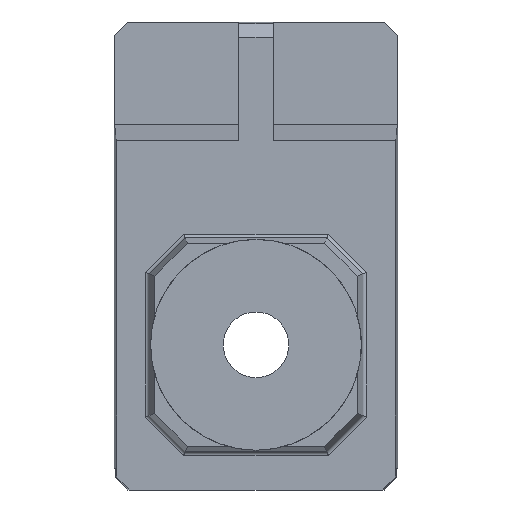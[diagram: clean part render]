
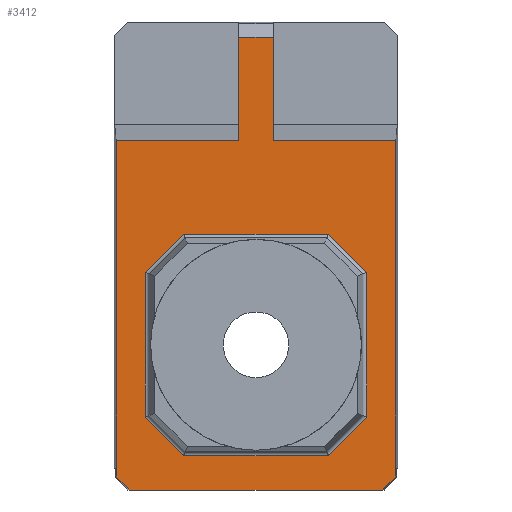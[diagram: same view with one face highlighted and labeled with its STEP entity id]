
A CAD part, front view. The second image highlights one B-rep face of the part: STEP entity #3412.
In plain terms, the highlighted planar face has unit normal (0, -1, 0).
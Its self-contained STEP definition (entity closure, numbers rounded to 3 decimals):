
#79=FACE_BOUND('',#570,.T.);
#171=PLANE('',#3718);
#354=FACE_OUTER_BOUND('',#569,.T.);
#569=EDGE_LOOP('',(#2902,#2903,#2904,#2905,#2906,#2907,#2908,#2909,#2910,
#2911,#2912,#2913));
#570=EDGE_LOOP('',(#2914,#2915,#2916,#2917,#2918,#2919,#2920,#2921));
#865=LINE('',#5462,#1208);
#913=LINE('',#5558,#1256);
#915=LINE('',#5562,#1258);
#917=LINE('',#5565,#1260);
#918=LINE('',#5568,#1261);
#919=LINE('',#5570,#1262);
#920=LINE('',#5572,#1263);
#921=LINE('',#5574,#1264);
#922=LINE('',#5576,#1265);
#923=LINE('',#5578,#1266);
#924=LINE('',#5580,#1267);
#925=LINE('',#5581,#1268);
#926=LINE('',#5584,#1269);
#927=LINE('',#5586,#1270);
#928=LINE('',#5588,#1271);
#929=LINE('',#5590,#1272);
#930=LINE('',#5592,#1273);
#931=LINE('',#5594,#1274);
#932=LINE('',#5596,#1275);
#933=LINE('',#5597,#1276);
#1208=VECTOR('',#4415,161.902);
#1256=VECTOR('',#4503,10.);
#1258=VECTOR('',#4507,10.);
#1260=VECTOR('',#4511,11.748);
#1261=VECTOR('',#4514,78.258);
#1262=VECTOR('',#4515,65.958);
#1263=VECTOR('',#4516,22.);
#1264=VECTOR('',#4517,65.958);
#1265=VECTOR('',#4518,78.258);
#1266=VECTOR('',#4519,10.);
#1267=VECTOR('',#4520,10.);
#1268=VECTOR('',#4521,11.748);
#1269=VECTOR('',#4522,34.767);
#1270=VECTOR('',#4523,92.708);
#1271=VECTOR('',#4524,34.767);
#1272=VECTOR('',#4525,92.708);
#1273=VECTOR('',#4526,34.767);
#1274=VECTOR('',#4527,92.708);
#1275=VECTOR('',#4528,34.767);
#1276=VECTOR('',#4529,92.708);
#1681=VERTEX_POINT('',#5459);
#1682=VERTEX_POINT('',#5461);
#1709=VERTEX_POINT('',#5555);
#1710=VERTEX_POINT('',#5557);
#1711=VERTEX_POINT('',#5561);
#1712=VERTEX_POINT('',#5567);
#1713=VERTEX_POINT('',#5569);
#1714=VERTEX_POINT('',#5571);
#1715=VERTEX_POINT('',#5573);
#1716=VERTEX_POINT('',#5575);
#1717=VERTEX_POINT('',#5577);
#1718=VERTEX_POINT('',#5579);
#1719=VERTEX_POINT('',#5582);
#1720=VERTEX_POINT('',#5583);
#1721=VERTEX_POINT('',#5585);
#1722=VERTEX_POINT('',#5587);
#1723=VERTEX_POINT('',#5589);
#1724=VERTEX_POINT('',#5591);
#1725=VERTEX_POINT('',#5593);
#1726=VERTEX_POINT('',#5595);
#2091=EDGE_CURVE('',#1682,#1681,#865,.T.);
#2139=EDGE_CURVE('',#1709,#1710,#913,.T.);
#2141=EDGE_CURVE('',#1710,#1711,#915,.T.);
#2143=EDGE_CURVE('',#1711,#1681,#917,.T.);
#2144=EDGE_CURVE('',#1709,#1712,#918,.T.);
#2145=EDGE_CURVE('',#1712,#1713,#919,.T.);
#2146=EDGE_CURVE('',#1713,#1714,#920,.T.);
#2147=EDGE_CURVE('',#1714,#1715,#921,.T.);
#2148=EDGE_CURVE('',#1715,#1716,#922,.T.);
#2149=EDGE_CURVE('',#1716,#1717,#923,.T.);
#2150=EDGE_CURVE('',#1717,#1718,#924,.T.);
#2151=EDGE_CURVE('',#1718,#1682,#925,.T.);
#2152=EDGE_CURVE('',#1719,#1720,#926,.T.);
#2153=EDGE_CURVE('',#1720,#1721,#927,.T.);
#2154=EDGE_CURVE('',#1721,#1722,#928,.T.);
#2155=EDGE_CURVE('',#1722,#1723,#929,.T.);
#2156=EDGE_CURVE('',#1723,#1724,#930,.T.);
#2157=EDGE_CURVE('',#1724,#1725,#931,.T.);
#2158=EDGE_CURVE('',#1725,#1726,#932,.T.);
#2159=EDGE_CURVE('',#1726,#1719,#933,.T.);
#2902=ORIENTED_EDGE('',*,*,#2139,.F.);
#2903=ORIENTED_EDGE('',*,*,#2144,.T.);
#2904=ORIENTED_EDGE('',*,*,#2145,.T.);
#2905=ORIENTED_EDGE('',*,*,#2146,.T.);
#2906=ORIENTED_EDGE('',*,*,#2147,.T.);
#2907=ORIENTED_EDGE('',*,*,#2148,.T.);
#2908=ORIENTED_EDGE('',*,*,#2149,.T.);
#2909=ORIENTED_EDGE('',*,*,#2150,.T.);
#2910=ORIENTED_EDGE('',*,*,#2151,.T.);
#2911=ORIENTED_EDGE('',*,*,#2091,.T.);
#2912=ORIENTED_EDGE('',*,*,#2143,.F.);
#2913=ORIENTED_EDGE('',*,*,#2141,.F.);
#2914=ORIENTED_EDGE('',*,*,#2152,.T.);
#2915=ORIENTED_EDGE('',*,*,#2153,.T.);
#2916=ORIENTED_EDGE('',*,*,#2154,.T.);
#2917=ORIENTED_EDGE('',*,*,#2155,.T.);
#2918=ORIENTED_EDGE('',*,*,#2156,.T.);
#2919=ORIENTED_EDGE('',*,*,#2157,.T.);
#2920=ORIENTED_EDGE('',*,*,#2158,.T.);
#2921=ORIENTED_EDGE('',*,*,#2159,.T.);
#3412=ADVANCED_FACE('',(#354,#79),#171,.T.);
#3718=AXIS2_PLACEMENT_3D('',#5566,#4512,#4513);
#4415=DIRECTION('',(1.,0.,0.));
#4503=DIRECTION('',(0.,0.,-1.));
#4507=DIRECTION('',(0.,0.,-1.));
#4511=DIRECTION('',(-0.707,0.,-0.707));
#4512=DIRECTION('center_axis',(0.,-1.,0.));
#4513=DIRECTION('ref_axis',(0.,0.,-1.));
#4514=DIRECTION('',(-1.,0.,0.));
#4515=DIRECTION('',(0.,0.,1.));
#4516=DIRECTION('',(-1.,0.,0.));
#4517=DIRECTION('',(0.,0.,-1.));
#4518=DIRECTION('',(-1.,0.,0.));
#4519=DIRECTION('',(0.,0.,-1.));
#4520=DIRECTION('',(0.,0.,-1.));
#4521=DIRECTION('',(0.707,0.,-0.707));
#4522=DIRECTION('',(0.707,0.,-0.707));
#4523=DIRECTION('',(0.,0.,-1.));
#4524=DIRECTION('',(-0.707,0.,-0.707));
#4525=DIRECTION('',(-1.,0.,0.));
#4526=DIRECTION('',(-0.707,0.,0.707));
#4527=DIRECTION('',(0.,0.,1.));
#4528=DIRECTION('',(0.707,0.,0.707));
#4529=DIRECTION('',(1.,0.,0.));
#5459=CARTESIAN_POINT('',(80.951,-104.,-224.));
#5461=CARTESIAN_POINT('',(-80.951,-104.,-224.));
#5462=CARTESIAN_POINT('',(-80.951,-104.,-224.));
#5555=CARTESIAN_POINT('',(89.258,-104.,0.));
#5557=CARTESIAN_POINT('',(89.258,-104.,-210.));
#5558=CARTESIAN_POINT('',(89.258,-104.,14.871));
#5561=CARTESIAN_POINT('',(89.258,-104.,-215.693));
#5562=CARTESIAN_POINT('',(89.258,-104.,-67.129));
#5565=CARTESIAN_POINT('',(89.258,-104.,-215.693));
#5566=CARTESIAN_POINT('Origin',(-90.742,-104.,75.742));
#5567=CARTESIAN_POINT('',(11.,-104.,0.));
#5568=CARTESIAN_POINT('',(89.258,-104.,0.));
#5569=CARTESIAN_POINT('',(11.,-104.,65.958));
#5570=CARTESIAN_POINT('',(11.,-104.,0.));
#5571=CARTESIAN_POINT('',(-11.,-104.,65.958));
#5572=CARTESIAN_POINT('',(11.,-104.,65.958));
#5573=CARTESIAN_POINT('',(-11.,-104.,0.));
#5574=CARTESIAN_POINT('',(-11.,-104.,65.958));
#5575=CARTESIAN_POINT('',(-89.258,-104.,0.));
#5576=CARTESIAN_POINT('',(-11.,-104.,0.));
#5577=CARTESIAN_POINT('',(-89.258,-104.,-210.));
#5578=CARTESIAN_POINT('',(-89.258,-104.,14.871));
#5579=CARTESIAN_POINT('',(-89.258,-104.,-215.693));
#5580=CARTESIAN_POINT('',(-89.258,-104.,-67.129));
#5581=CARTESIAN_POINT('',(-89.258,-104.,-215.693));
#5582=CARTESIAN_POINT('',(46.354,-104.,-60.062));
#5583=CARTESIAN_POINT('',(70.938,-104.,-84.646));
#5584=CARTESIAN_POINT('',(46.354,-104.,-60.062));
#5585=CARTESIAN_POINT('',(70.938,-104.,-177.354));
#5586=CARTESIAN_POINT('',(70.938,-104.,-84.646));
#5587=CARTESIAN_POINT('',(46.354,-104.,-201.938));
#5588=CARTESIAN_POINT('',(70.938,-104.,-177.354));
#5589=CARTESIAN_POINT('',(-46.354,-104.,-201.938));
#5590=CARTESIAN_POINT('',(46.354,-104.,-201.938));
#5591=CARTESIAN_POINT('',(-70.938,-104.,-177.354));
#5592=CARTESIAN_POINT('',(-46.354,-104.,-201.938));
#5593=CARTESIAN_POINT('',(-70.938,-104.,-84.646));
#5594=CARTESIAN_POINT('',(-70.938,-104.,-177.354));
#5595=CARTESIAN_POINT('',(-46.354,-104.,-60.062));
#5596=CARTESIAN_POINT('',(-70.938,-104.,-84.646));
#5597=CARTESIAN_POINT('',(-46.354,-104.,-60.062));
